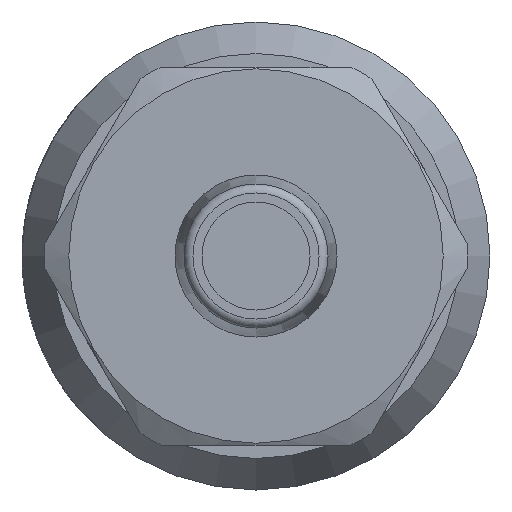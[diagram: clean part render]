
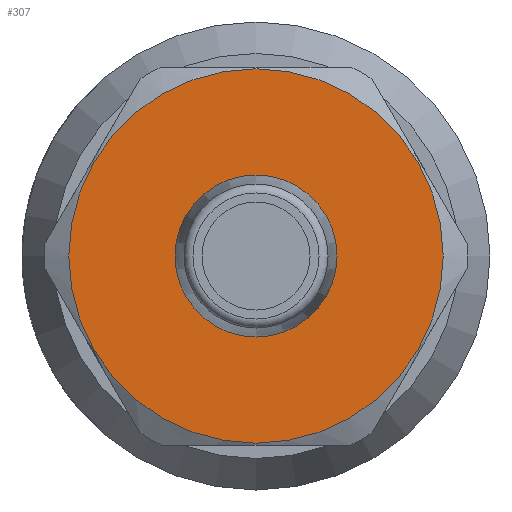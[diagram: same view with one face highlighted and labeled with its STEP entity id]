
A CAD part, left-side view. The second image highlights one B-rep face of the part: STEP entity #307.
In plain terms, the highlighted planar face has unit normal (-1, 0, 0).
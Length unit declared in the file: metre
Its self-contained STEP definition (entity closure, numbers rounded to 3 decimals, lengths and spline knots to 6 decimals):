
#307 = ADVANCED_FACE( 'NONE', ( #675, #676 ), #677, .T. );
#675 = FACE_OUTER_BOUND( '', #1089, .T. );
#676 = FACE_BOUND( '', #1090, .T. );
#677 = PLANE( '', #1091 );
#1089 = EDGE_LOOP( '', ( #1884 ) );
#1090 = EDGE_LOOP( '', ( #1885 ) );
#1091 = AXIS2_PLACEMENT_3D( '', #1886, #1887, #1888 );
#1884 = ORIENTED_EDGE( '', *, *, #2536, .T. );
#1885 = ORIENTED_EDGE( '', *, *, #2565, .F. );
#1886 = CARTESIAN_POINT( '', ( -0.055, -0.0045, 0. ) );
#1887 = DIRECTION( '', ( -1., 0., 0. ) );
#1888 = DIRECTION( '', ( 0., 0., 1. ) );
#2536 = EDGE_CURVE( 'NONE', #3099, #3099, #3100, .T. );
#2565 = EDGE_CURVE( 'NONE', #3137, #3137, #3138, .T. );
#3099 = VERTEX_POINT( '', #4357 );
#3100 = CIRCLE( '', #4358, 0.0104 );
#3137 = VERTEX_POINT( '', #4430 );
#3138 = CIRCLE( '', #4431, 0.0045 );
#4357 = CARTESIAN_POINT( '', ( -0.055, 0., -0.0104 ) );
#4358 = AXIS2_PLACEMENT_3D( '', #5016, #5017, #5018 );
#4430 = CARTESIAN_POINT( '', ( -0.055, 0., -0.0045 ) );
#4431 = AXIS2_PLACEMENT_3D( '', #5042, #5043, #5044 );
#5016 = CARTESIAN_POINT( '', ( -0.055, 0., 0. ) );
#5017 = DIRECTION( '', ( -1., 0., 0. ) );
#5018 = DIRECTION( '', ( 0., 0., -1. ) );
#5042 = CARTESIAN_POINT( '', ( -0.055, 0., 0. ) );
#5043 = DIRECTION( '', ( -1., 0., 0. ) );
#5044 = DIRECTION( '', ( 0., 0., -1. ) );
